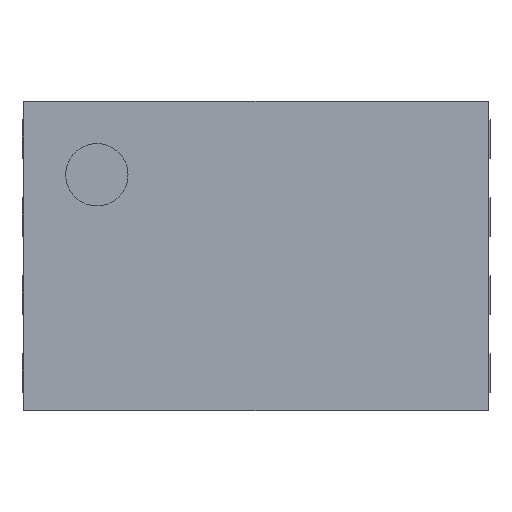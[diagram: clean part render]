
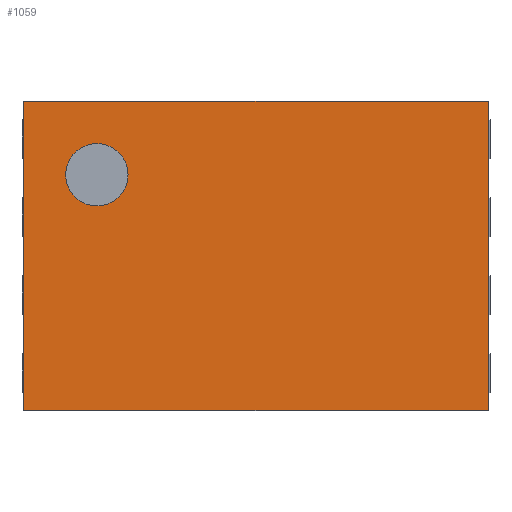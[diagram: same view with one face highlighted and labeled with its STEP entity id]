
A CAD part, top view. The second image highlights one B-rep face of the part: STEP entity #1059.
In plain terms, the highlighted planar face has unit normal (0, 0, 1).
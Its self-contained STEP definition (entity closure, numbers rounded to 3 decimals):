
#13=DIRECTION('',(0.,0.,1.));
#27=VECTOR('',#28,1.);
#28=DIRECTION('',(0.,-1.,0.));
#34=VECTOR('',#35,1.);
#35=DIRECTION('',(1.,0.,0.));
#170=DIRECTION('',(0.,0.,-1.));
#368=VERTEX_POINT('',#369);
#369=CARTESIAN_POINT('',(1.49,0.99,0.77));
#372=EDGE_CURVE('',#368,#373,#375,.T.);
#373=VERTEX_POINT('',#374);
#374=CARTESIAN_POINT('',(1.49,-0.99,0.77));
#375=LINE('',#369,#27);
#451=VERTEX_POINT('',#452);
#452=CARTESIAN_POINT('',(-1.49,0.99,0.77));
#455=ORIENTED_EDGE('',*,*,#456,.F.);
#456=EDGE_CURVE('',#451,#368,#457,.T.);
#457=LINE('',#452,#34);
#490=ORIENTED_EDGE('',*,*,#491,.T.);
#491=EDGE_CURVE('',#451,#492,#494,.T.);
#492=VERTEX_POINT('',#493);
#493=CARTESIAN_POINT('',(-1.49,-0.99,0.77));
#494=LINE('',#452,#27);
#1055=EDGE_CURVE('',#492,#373,#1056,.T.);
#1056=LINE('',#493,#34);
#1059=ADVANCED_FACE('',(#1060,#1064),#1073,.T.);
#1060=FACE_BOUND('',#1061,.T.);
#1061=EDGE_LOOP('',(#455,#490,#1062,#1063));
#1062=ORIENTED_EDGE('',*,*,#1055,.T.);
#1063=ORIENTED_EDGE('',*,*,#372,.F.);
#1064=FACE_BOUND('',#1065,.T.);
#1065=EDGE_LOOP('',(#1066));
#1066=ORIENTED_EDGE('',*,*,#1067,.T.);
#1067=EDGE_CURVE('',#1068,#1068,#1070,.T.);
#1068=VERTEX_POINT('',#1069);
#1069=CARTESIAN_POINT('',(-1.02,0.32,0.77));
#1070=CIRCLE('',#1071,0.2);
#1071=AXIS2_PLACEMENT_3D('',#1072,#170,#28);
#1072=CARTESIAN_POINT('',(-1.02,0.52,0.77));
#1073=PLANE('',#1074);
#1074=AXIS2_PLACEMENT_3D('',#452,#13,#28);
